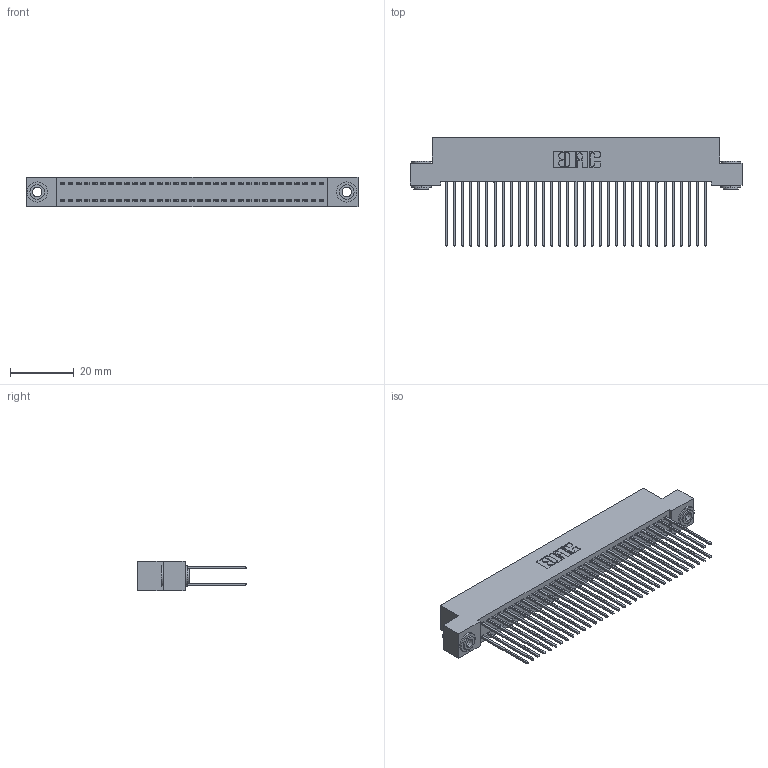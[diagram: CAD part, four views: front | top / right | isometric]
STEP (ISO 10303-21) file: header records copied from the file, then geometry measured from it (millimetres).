
FILE_DESCRIPTION (( 'STEP AP203' ), '1' );
FILE_NAME ('342-066-541-203.STEP', '2018-08-13T08:03:15', ( '' ), ( '' ), 'SwSTEP 2.0', 'SolidWorks 2016', '' );
FILE_SCHEMA (( 'CONFIG_CONTROL_DESIGN' ));
Length unit declared in the file: inch
Products named in the file (4): 342 Part_.156 TH; 345-292-001_345-293-141; 342-250-002_345-250-002-102; 342-066-541-203
Assembly tree (69 placements, depth 2):
  342-066-541-203
    342 Part_.156 TH
    345-292-001_345-293-141  x66
    342-250-002_345-250-002-102  x2
Bounding box: 104.14 x 34.3 x 9.4 mm (x, y, z)
Volume: 9715.8 mm3; surface area: 17519.5 mm2
Topology: 69 solids, 69 shells, 3580 faces, 10605 edges, 6978 vertices
Faces by surface type: plane 2452, cylinder 1120, cone 8
Entity records: 22930 total; most frequent: CARTESIAN_POINT 3785, ORIENTED_EDGE 3714, DIRECTION 3283, EDGE_CURVE 1857, LINE 1705, VECTOR 1705, VERTEX_POINT 1234, AXIS2_PLACEMENT_3D 789
